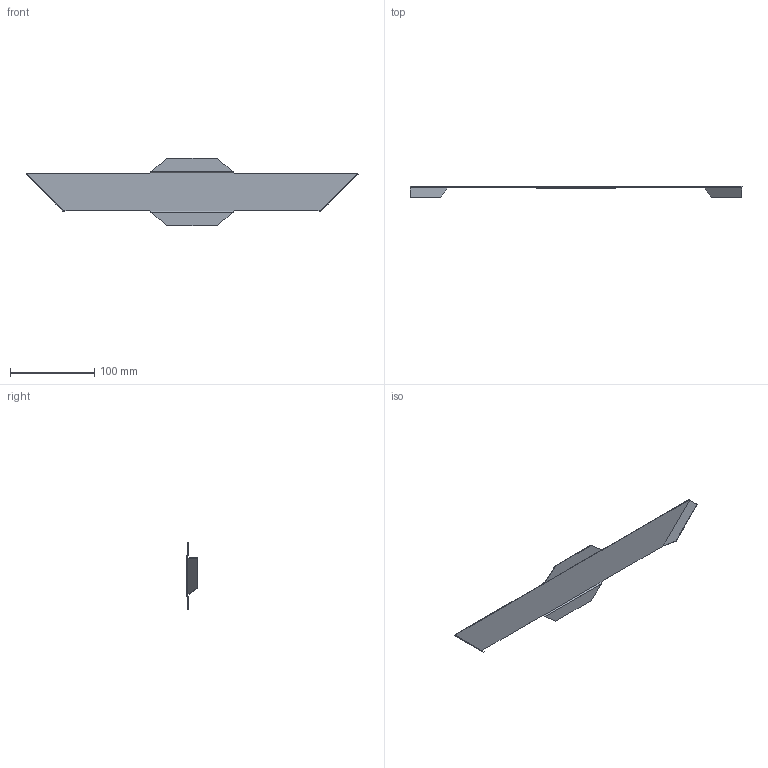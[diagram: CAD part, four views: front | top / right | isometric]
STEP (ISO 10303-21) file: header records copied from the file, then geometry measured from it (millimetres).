
FILE_DESCRIPTION (( 'STEP AP214' ), '1' );
FILE_NAME ('7128535.stp', '2018-10-02T11:12:15', ( '' ), ( '' ), 'SwSTEP 2.0', 'SolidWorks 2018', '' );
FILE_SCHEMA (( 'AUTOMOTIVE_DESIGN' ));
Length unit declared in the file: millimetre
Products named in the file (1): 7128535
Bounding box: 393.4 x 13 x 80.07 mm (x, y, z)
Volume: 14057.5 mm3; surface area: 40785.8 mm2
Topology: 1 solids, 1 shells, 46 faces, 132 edges, 88 vertices
Faces by surface type: plane 36, bspline 10
Entity records: 1726 total; most frequent: CARTESIAN_POINT 633, ORIENTED_EDGE 264, DIRECTION 146, EDGE_CURVE 132, VERTEX_POINT 88, VECTOR 72, LINE 72, B_SPLINE_CURVE_WITH_KNOTS 60
